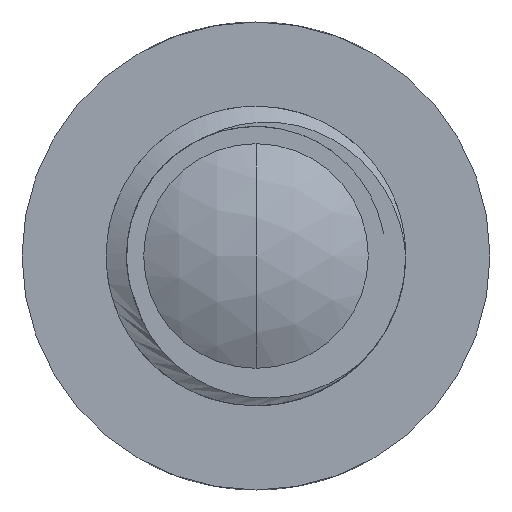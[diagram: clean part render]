
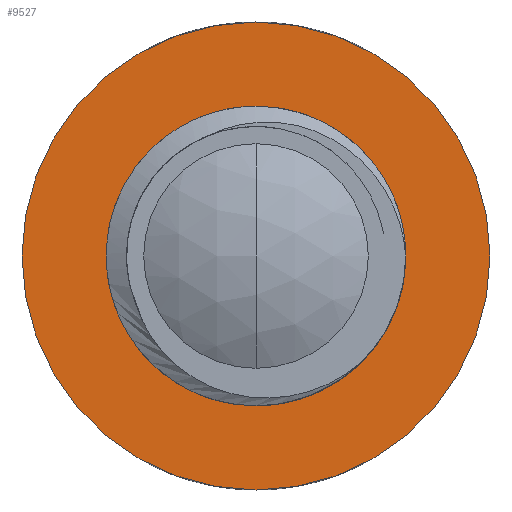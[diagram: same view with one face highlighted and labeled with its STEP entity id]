
A CAD part, front view. The second image highlights one B-rep face of the part: STEP entity #9527.
In plain terms, the highlighted planar face has unit normal (0, -1, 0).
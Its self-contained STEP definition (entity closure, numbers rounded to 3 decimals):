
#235 = VERTEX_POINT ( 'NONE', #1971 ) ;
#308 = ORIENTED_EDGE ( 'NONE', *, *, #9900, .F. ) ;
#791 = CARTESIAN_POINT ( 'NONE',  ( 0., 118., -8. ) ) ;
#803 = VERTEX_POINT ( 'NONE', #9183 ) ;
#1323 = FACE_BOUND ( 'NONE', #13166, .T. ) ;
#1528 = DIRECTION ( 'NONE',  ( 0., -1., 0. ) ) ;
#1717 = CARTESIAN_POINT ( 'NONE',  ( 0., 118., 0. ) ) ;
#1971 = CARTESIAN_POINT ( 'NONE',  ( 0., 118., 8. ) ) ;
#2371 = AXIS2_PLACEMENT_3D ( 'NONE', #8197, #6046, #2835 ) ;
#2835 = DIRECTION ( 'NONE',  ( 0., 0., -1. ) ) ;
#3042 = AXIS2_PLACEMENT_3D ( 'NONE', #11717, #6187, #13663 ) ;
#3341 = DIRECTION ( 'NONE',  ( 0., 0., -1. ) ) ;
#3598 = PLANE ( 'NONE',  #13464 ) ;
#5108 = EDGE_LOOP ( 'NONE', ( #6512, #7564 ) ) ;
#5499 = CARTESIAN_POINT ( 'NONE',  ( 0., 118., 0. ) ) ;
#5917 = AXIS2_PLACEMENT_3D ( 'NONE', #5499, #8424, #3341 ) ;
#6046 = DIRECTION ( 'NONE',  ( 0., -1., 0. ) ) ;
#6187 = DIRECTION ( 'NONE',  ( 0., -1., 0. ) ) ;
#6512 = ORIENTED_EDGE ( 'NONE', *, *, #13466, .T. ) ;
#6610 = FACE_OUTER_BOUND ( 'NONE', #5108, .T. ) ;
#6810 = CARTESIAN_POINT ( 'NONE',  ( 0., 118., -12.5 ) ) ;
#7564 = ORIENTED_EDGE ( 'NONE', *, *, #12980, .T. ) ;
#7690 = CIRCLE ( 'NONE', #11669, 12.5 ) ;
#8105 = DIRECTION ( 'NONE',  ( 0., -1., 0. ) ) ;
#8197 = CARTESIAN_POINT ( 'NONE',  ( 0., 118., 0. ) ) ;
#8424 = DIRECTION ( 'NONE',  ( 0., -1., 0. ) ) ;
#8797 = CIRCLE ( 'NONE', #5917, 12.5 ) ;
#9183 = CARTESIAN_POINT ( 'NONE',  ( 0., 118., -12.5 ) ) ;
#9295 = DIRECTION ( 'NONE',  ( 0., 0., -1. ) ) ;
#9527 = ADVANCED_FACE ( 'NONE', ( #6610, #1323 ), #3598, .T. ) ;
#9708 = CIRCLE ( 'NONE', #3042, 8. ) ;
#9748 = EDGE_CURVE ( 'NONE', #10792, #235, #11904, .T. ) ;
#9900 = EDGE_CURVE ( 'NONE', #235, #10792, #9708, .T. ) ;
#10687 = VERTEX_POINT ( 'NONE', #12031 ) ;
#10727 = ORIENTED_EDGE ( 'NONE', *, *, #9748, .F. ) ;
#10792 = VERTEX_POINT ( 'NONE', #791 ) ;
#11669 = AXIS2_PLACEMENT_3D ( 'NONE', #1717, #8105, #9295 ) ;
#11717 = CARTESIAN_POINT ( 'NONE',  ( 0., 118., 0. ) ) ;
#11904 = CIRCLE ( 'NONE', #2371, 8. ) ;
#12031 = CARTESIAN_POINT ( 'NONE',  ( 0., 118., 12.5 ) ) ;
#12980 = EDGE_CURVE ( 'NONE', #10687, #803, #8797, .T. ) ;
#13046 = DIRECTION ( 'NONE',  ( 0., 0., -1. ) ) ;
#13166 = EDGE_LOOP ( 'NONE', ( #10727, #308 ) ) ;
#13464 = AXIS2_PLACEMENT_3D ( 'NONE', #6810, #1528, #13046 ) ;
#13466 = EDGE_CURVE ( 'NONE', #803, #10687, #7690, .T. ) ;
#13663 = DIRECTION ( 'NONE',  ( 0., 0., -1. ) ) ;
